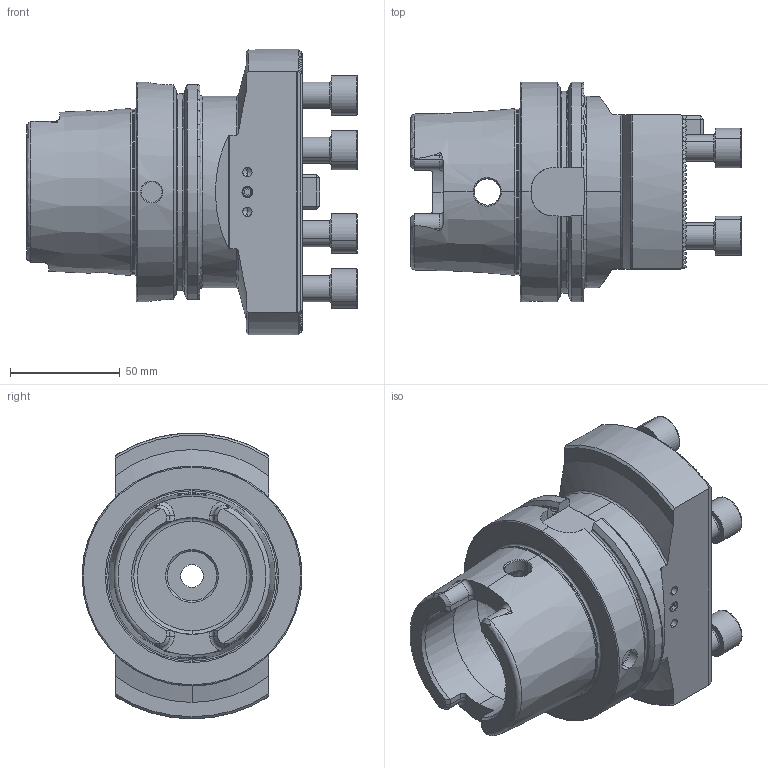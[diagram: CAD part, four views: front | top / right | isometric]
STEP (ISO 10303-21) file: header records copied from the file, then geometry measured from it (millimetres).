
FILE_DESCRIPTION (( 'STEP AP203' ), '1' );
FILE_NAME ('E44.810.130.075.STEP', '2018-03-07T13:22:01', ( 'SWIAdmin' ), ( 'Hewlett-Packard Company' ), 'SwSTEP 2.0', 'SolidWorks 2017', '' );
FILE_SCHEMA (( 'CONFIG_CONTROL_DESIGN' ));
Length unit declared in the file: millimetre
Products named in the file (6): HA0-Ko1.K01.075_A_Fertigbearbeitung; Ko1-ER1.001.016_A; ISO 4762 - M6 x 16; ISO 4762 - M12 x 25; ISO 4026 - M5 x 8; E44.810.130.075
Assembly tree (9 placements, depth 2):
  E44.810.130.075
    HA0-Ko1.K01.075_A_Fertigbearbeitung
    Ko1-ER1.001.016_A
    ISO 4762 - M6 x 16
    ISO 4762 - M12 x 25  x4
    ISO 4026 - M5 x 8  x2
Bounding box: 150.48 x 100 x 130 mm (x, y, z)
Volume: 591373.4 mm3; surface area: 95585.8 mm2
Topology: 9 solids, 9 shells, 890 faces, 2425 edges, 1536 vertices
Faces by surface type: plane 502, cylinder 217, cone 111, torus 56, bspline 4
Entity records: 29124 total; most frequent: CARTESIAN_POINT 9240, ORIENTED_EDGE 4378, DIRECTION 3558, EDGE_CURVE 2189, VERTEX_POINT 1417, AXIS2_PLACEMENT_3D 1341, VECTOR 876, LINE 876
